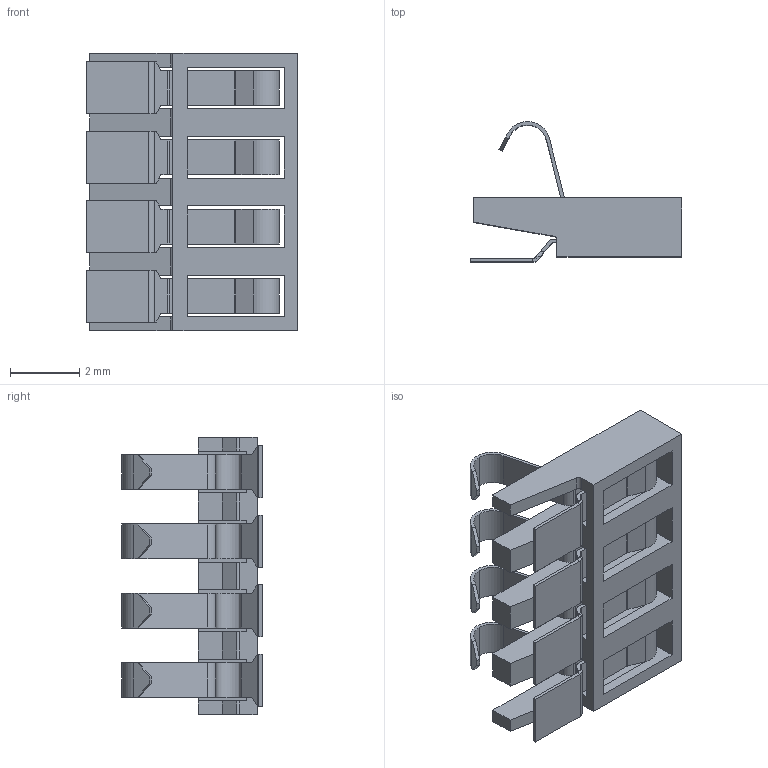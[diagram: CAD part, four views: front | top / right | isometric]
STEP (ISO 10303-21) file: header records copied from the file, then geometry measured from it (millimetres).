
FILE_DESCRIPTION(('FreeCAD Model'),'2;1');
FILE_NAME('Open CASCADE Shape Model','2022-11-09T12:25:56',('Author'),( ''),'Open CASCADE STEP processor 7.6','FreeCAD','Unknown');
FILE_SCHEMA(('AUTOMOTIVE_DESIGN { 1 0 10303 214 1 1 1 1 }'));
Length unit declared in the file: millimetre
Products named in the file (6): battery_spring; Body; Spring_original; Spring2; Spring3; Sprring4
Assembly tree (5 placements, depth 2):
  battery_spring
    Body
    Spring_original
    Spring2
    Spring3
    Sprring4
Bounding box: 6.1 x 4.05 x 8 mm (x, y, z)
Volume: 36 mm3; surface area: 276 mm2
Topology: 5 solids, 5 shells, 233 faces, 641 edges, 414 vertices
Faces by surface type: plane 156, cylinder 69, bspline 8
Entity records: 16031 total; most frequent: CARTESIAN_POINT 3096, DIRECTION 2407, LINE 1607, VECTOR 1607, ORIENTED_EDGE 1282, PCURVE 1282, DEFINITIONAL_REPRESENTATION 1282, EDGE_CURVE 641
